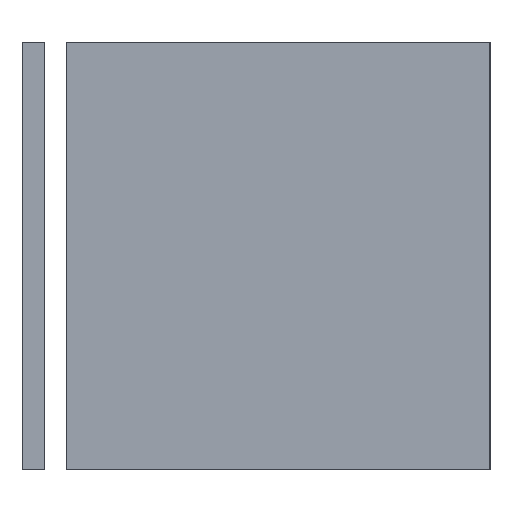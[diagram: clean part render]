
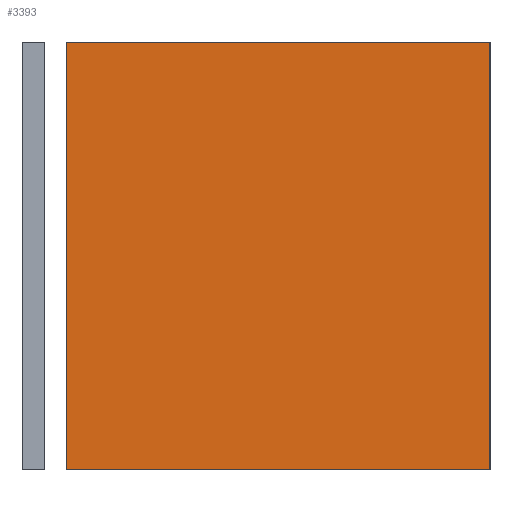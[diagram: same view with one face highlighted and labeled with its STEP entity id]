
A CAD part, left-side view. The second image highlights one B-rep face of the part: STEP entity #3393.
In plain terms, the highlighted planar face has unit normal (-1, 0, 0).
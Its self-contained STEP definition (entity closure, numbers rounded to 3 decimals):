
#205=FACE_OUTER_BOUND('',#392,.T.);
#392=EDGE_LOOP('',(#2627,#2628,#2629,#2630));
#747=LINE('',#4974,#1197);
#759=LINE('',#4998,#1209);
#760=LINE('',#4999,#1210);
#761=LINE('',#5000,#1211);
#1197=VECTOR('',#4081,10.);
#1209=VECTOR('',#4101,10.);
#1210=VECTOR('',#4102,10.);
#1211=VECTOR('',#4103,10.);
#1581=VERTEX_POINT('',#4972);
#1582=VERTEX_POINT('',#4973);
#1589=VERTEX_POINT('',#4996);
#1590=VERTEX_POINT('',#4997);
#1967=EDGE_CURVE('',#1581,#1582,#747,.T.);
#1979=EDGE_CURVE('',#1589,#1590,#759,.T.);
#1980=EDGE_CURVE('',#1589,#1582,#760,.T.);
#1981=EDGE_CURVE('',#1590,#1581,#761,.T.);
#2627=ORIENTED_EDGE('',*,*,#1979,.F.);
#2628=ORIENTED_EDGE('',*,*,#1980,.T.);
#2629=ORIENTED_EDGE('',*,*,#1967,.F.);
#2630=ORIENTED_EDGE('',*,*,#1981,.F.);
#3232=PLANE('',#3585);
#3393=ADVANCED_FACE('',(#205),#3232,.T.);
#3585=AXIS2_PLACEMENT_3D('',#4995,#4099,#4100);
#4081=DIRECTION('',(0.,0.,1.));
#4099=DIRECTION('center_axis',(-1.,0.,0.));
#4100=DIRECTION('ref_axis',(0.,0.,1.));
#4101=DIRECTION('',(0.,0.,-1.));
#4102=DIRECTION('',(0.,1.,0.));
#4103=DIRECTION('',(0.,1.,0.));
#4972=CARTESIAN_POINT('',(-9.,57.,-5.));
#4973=CARTESIAN_POINT('',(-9.,57.,52.5));
#4974=CARTESIAN_POINT('',(-9.,57.,-5.));
#4995=CARTESIAN_POINT('Origin',(-9.,0.,-5.));
#4996=CARTESIAN_POINT('',(-9.,0.,52.5));
#4997=CARTESIAN_POINT('',(-9.,0.,-5.));
#4998=CARTESIAN_POINT('',(-9.,0.,52.5));
#4999=CARTESIAN_POINT('',(-9.,0.,52.5));
#5000=CARTESIAN_POINT('',(-9.,0.,-5.));
